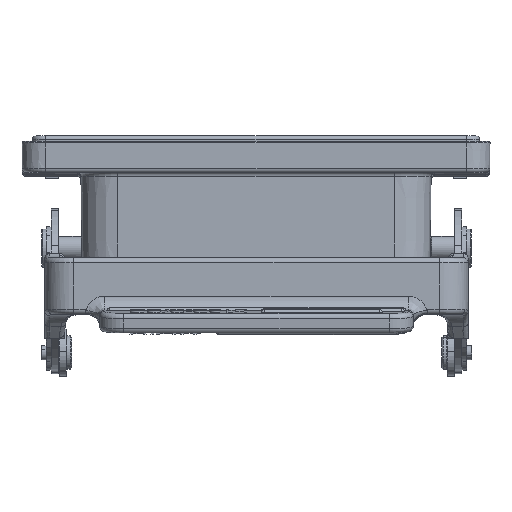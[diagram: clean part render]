
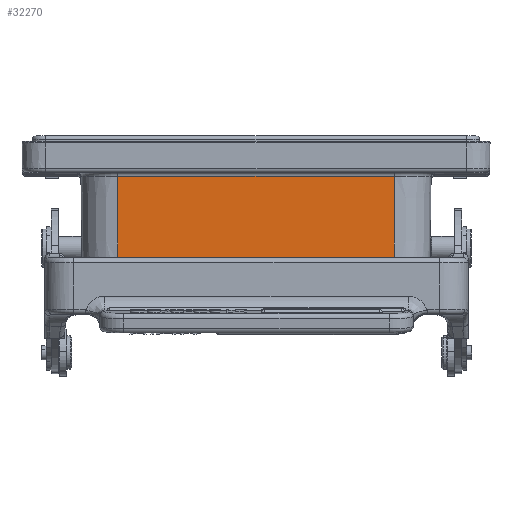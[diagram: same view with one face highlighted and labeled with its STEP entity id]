
A CAD part, top view. The second image highlights one B-rep face of the part: STEP entity #32270.
In plain terms, the highlighted planar face has unit normal (0, -0.009, 1).
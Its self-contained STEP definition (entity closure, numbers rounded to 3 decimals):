
#8427=DIRECTION('',(0.,-1.,-0.009));
#8428=VECTOR('',#8427,18.208);
#8429=CARTESIAN_POINT('',(-29.,18.207,21.659));
#8430=LINE('',#8429,#8428);
#8927=DIRECTION('',(-1.,0.,0.));
#8928=VECTOR('',#8927,58.);
#8929=CARTESIAN_POINT('',(29.,0.,21.5));
#8930=LINE('',#8929,#8928);
#8931=DIRECTION('',(-1.,0.,0.));
#8932=VECTOR('',#8931,58.);
#8933=CARTESIAN_POINT('',(29.,18.207,21.659));
#8934=LINE('',#8933,#8932);
#8954=DIRECTION('',(0.,1.,0.009));
#8955=VECTOR('',#8954,18.208);
#8956=CARTESIAN_POINT('',(29.,0.,21.5));
#8957=LINE('',#8956,#8955);
#16877=CARTESIAN_POINT('',(29.,18.207,21.659));
#16878=VERTEX_POINT('',#16877);
#16881=CARTESIAN_POINT('',(29.,0.,21.5));
#16882=VERTEX_POINT('',#16881);
#16894=CARTESIAN_POINT('',(-29.,0.,21.5));
#16896=VERTEX_POINT('',#16894);
#17007=CARTESIAN_POINT('',(-29.,18.207,
21.659));
#17008=VERTEX_POINT('',#17007);
#32257=CARTESIAN_POINT('',(-38.853,0.,21.5));
#32258=DIRECTION('',(0.,-0.009,1.));
#32259=DIRECTION('',(-1.,0.,0.));
#32260=AXIS2_PLACEMENT_3D('',#32257,#32258,#32259);
#32261=PLANE('',#32260);
#32262=ORIENTED_EDGE('',*,*,#32244,.T.);
#32263=ORIENTED_EDGE('',*,*,#31422,.F.);
#32265=ORIENTED_EDGE('',*,*,#32264,.F.);
#32267=ORIENTED_EDGE('',*,*,#32266,.F.);
#32268=EDGE_LOOP('',(#32262,#32263,#32265,#32267));
#32269=FACE_OUTER_BOUND('',#32268,.F.);
#31422=EDGE_CURVE('',#17008,#16896,#8430,.T.);
#32244=EDGE_CURVE('',#16882,#16896,#8930,.T.);
#32264=EDGE_CURVE('',#16878,#17008,#8934,.T.);
#32266=EDGE_CURVE('',#16882,#16878,#8957,.T.);
#32270=ADVANCED_FACE('',(#32269),#32261,.T.);
